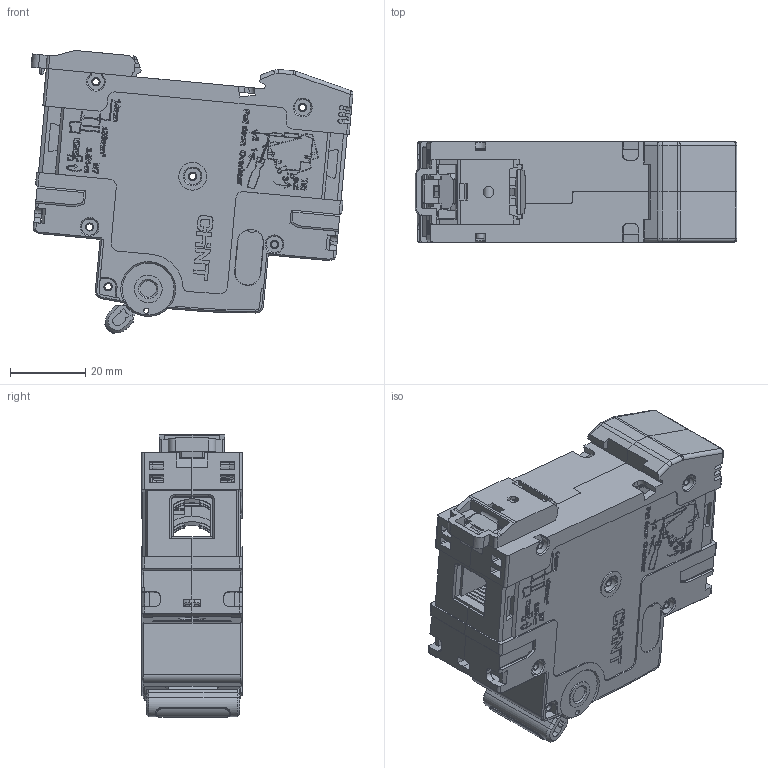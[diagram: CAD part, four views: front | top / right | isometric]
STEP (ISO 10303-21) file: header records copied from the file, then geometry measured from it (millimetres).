
FILE_DESCRIPTION((''),'2;1');
FILE_NAME('2ZTD_250_264_ASM','2022-03-02T15:23:55',('czwei'),(''),'CREO PARAMETRIC BY PTC INC, 2020044','CREO PARAMETRIC BY PTC INC, 2020044','');
FILE_SCHEMA(('CONFIG_CONTROL_DESIGN','SHAPE_APPEARANCE_LAYERS_GROUPS'));
Products named in the file (21): 8ZTD_022_762; 8ZTD_574_546; 5ZTD_574_463_1_ASM; 5ZTD_421_322_ASM; 5ZTD_421_299_ASM; 5ZTD_104_506_1-3_ASM; 5ZTD_551_638_ASM; 8ZTD_574_547; 5ZTD_520_915_ASM; 5ZTD_615_890_1-4_ASM; 8ZTD_253_934; 8ZTD_315_1611; 8ZTD_967_200_1; 8ZTD_322_085; 8ZTD_108_061; 8ZTD_271_359; 5ZTD_271_063_ASM; 8ZTD_574_452; 8ZTD_904_132; 5ZTD_574_442_ASM; 2ZTD_250_264_ASM
Assembly tree (27 placements, depth 6):
  2ZTD_250_264_ASM
    8ZTD_022_762
    5ZTD_104_506_1-3_ASM
      5ZTD_421_299_ASM
        5ZTD_421_322_ASM
          5ZTD_574_463_1_ASM
            8ZTD_574_546
    5ZTD_615_890_1-4_ASM
      5ZTD_520_915_ASM
        5ZTD_551_638_ASM
        8ZTD_574_547
    8ZTD_253_934
    8ZTD_315_1611
    8ZTD_967_200_1  x6
    8ZTD_322_085  x2
    5ZTD_271_063_ASM
      8ZTD_108_061
      8ZTD_271_359
    5ZTD_574_442_ASM  x2
      8ZTD_574_452
      8ZTD_904_132
Bounding box: 85.82 x 26.8 x 75.41 mm (x, y, z)
Volume: 36240.2 mm3; surface area: 50758.5 mm2
Topology: 19 solids, 21 shells, 4087 faces, 11421 edges, 7528 vertices
Faces by surface type: plane 2626, cylinder 714, extrusion 543, cone 115, torus 59, bspline 18, sphere 12
Entity records: 181151 total; most frequent: CARTESIAN_POINT 30282, ORIENTED_EDGE 21692, DIRECTION 18425, PRESENTATION_STYLE_ASSIGNMENT 12997, STYLED_ITEM 12806, EDGE_CURVE 10848, CURVE_STYLE 9899, VECTOR 8479
